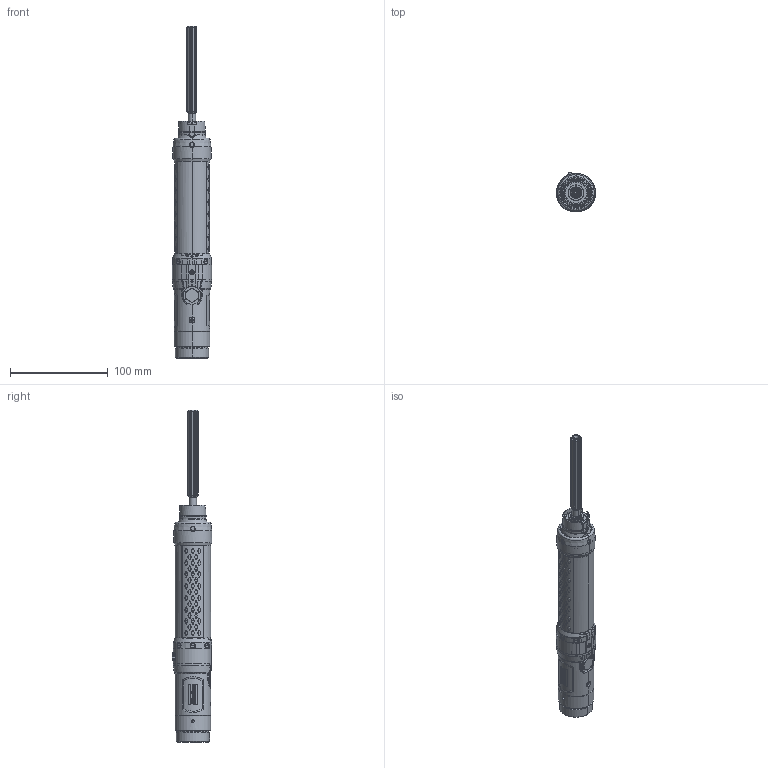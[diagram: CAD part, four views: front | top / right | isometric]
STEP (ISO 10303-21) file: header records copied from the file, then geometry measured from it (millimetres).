
FILE_DESCRIPTION((''),'2;1');
FILE_NAME('EXT_COMP_SW0066','2019-12-11T16:14:32',('INEextrab'),(''),'CREO PARAMETRIC BY PTC INC, 2018100','CREO PARAMETRIC BY PTC INC, 2018100','');
FILE_SCHEMA(('AP242_MANAGED_MODEL_BASED_3D_ENGINEERING_MIM_LF { 1 0 10303 442 1 1 4 }'));
Products named in the file (1): EXT_COMP_SW0066
Bounding box: 40.1 x 40.82 x 339.77 mm (x, y, z)
Volume: 219018 mm3; surface area: 87667.4 mm2
Topology: 5 solids, 7 shells, 4230 faces, 11321 edges, 7156 vertices
Faces by surface type: bspline 1421, plane 1265, cylinder 907, cone 329, torus 249, sphere 49, extrusion 10
Entity records: 292441 total; most frequent: CARTESIAN_POINT 166964, ORIENTED_EDGE 22542, DIRECTION 15039, EDGE_CURVE 11271, VERTEX_POINT 7156, AXIS2_PLACEMENT_3D 5279, FILL_AREA_STYLE_COLOUR 4687, FILL_AREA_STYLE 4687
